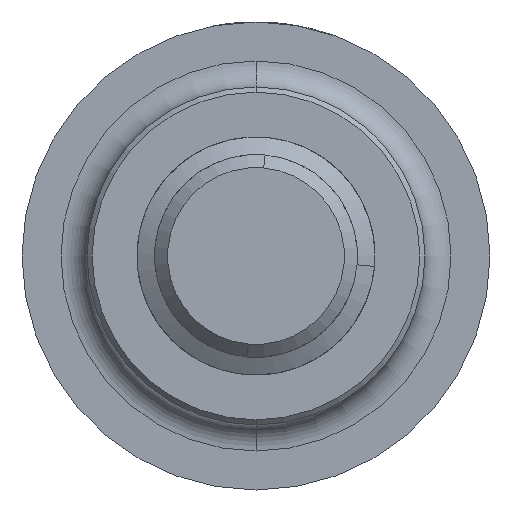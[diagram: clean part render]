
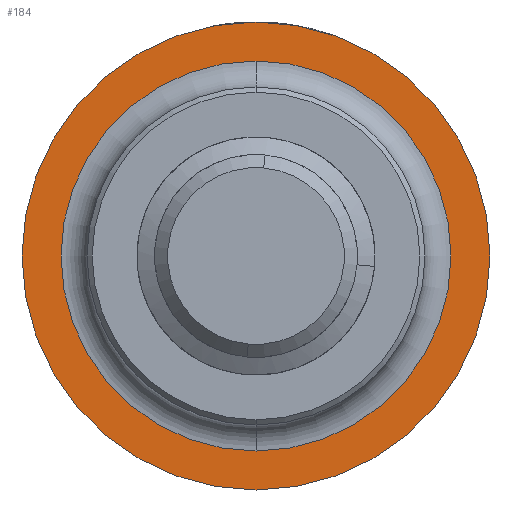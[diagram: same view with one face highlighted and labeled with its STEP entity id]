
A CAD part, front view. The second image highlights one B-rep face of the part: STEP entity #184.
In plain terms, the highlighted planar face has unit normal (0, -1, 0).
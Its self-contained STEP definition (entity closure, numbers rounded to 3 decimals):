
#17 = DIRECTION ( 'NONE',  ( 0., -1., 0. ) ) ;
#64 = ORIENTED_EDGE ( 'NONE', *, *, #6922, .F. ) ;
#83 = ORIENTED_EDGE ( 'NONE', *, *, #4409, .T. ) ;
#184 = ADVANCED_FACE ( 'NONE', ( #328, #2745 ), #3149, .T. ) ;
#295 = AXIS2_PLACEMENT_3D ( 'NONE', #506, #4956, #1697 ) ;
#328 = FACE_OUTER_BOUND ( 'NONE', #3074, .T. ) ;
#362 = CARTESIAN_POINT ( 'NONE',  ( 0., 12.42, 0. ) ) ;
#455 = VERTEX_POINT ( 'NONE', #6181 ) ;
#506 = CARTESIAN_POINT ( 'NONE',  ( 7.5, 12.42, 0. ) ) ;
#529 = CIRCLE ( 'NONE', #5768, 7.5 ) ;
#819 = DIRECTION ( 'NONE',  ( 0., -1., 0. ) ) ;
#1033 = CARTESIAN_POINT ( 'NONE',  ( 0., 12.42, 0. ) ) ;
#1431 = AXIS2_PLACEMENT_3D ( 'NONE', #2136, #5364, #3272 ) ;
#1675 = CARTESIAN_POINT ( 'NONE',  ( 0., 12.42, -7.5 ) ) ;
#1697 = DIRECTION ( 'NONE',  ( 0., 0., -1. ) ) ;
#1965 = CIRCLE ( 'NONE', #2722, 7.5 ) ;
#2136 = CARTESIAN_POINT ( 'NONE',  ( 0., 12.42, 0. ) ) ;
#2390 = VERTEX_POINT ( 'NONE', #4716 ) ;
#2635 = DIRECTION ( 'NONE',  ( 0., -1., 0. ) ) ;
#2722 = AXIS2_PLACEMENT_3D ( 'NONE', #362, #819, #2999 ) ;
#2745 = FACE_BOUND ( 'NONE', #3906, .T. ) ;
#2987 = ORIENTED_EDGE ( 'NONE', *, *, #4636, .F. ) ;
#2999 = DIRECTION ( 'NONE',  ( 0., 0., -1. ) ) ;
#3071 = CARTESIAN_POINT ( 'NONE',  ( 0., 12.42, 9. ) ) ;
#3074 = EDGE_LOOP ( 'NONE', ( #4167, #83 ) ) ;
#3149 = PLANE ( 'NONE',  #295 ) ;
#3240 = CIRCLE ( 'NONE', #1431, 9. ) ;
#3272 = DIRECTION ( 'NONE',  ( 0., 0., -1. ) ) ;
#3398 = VERTEX_POINT ( 'NONE', #3071 ) ;
#3540 = EDGE_CURVE ( 'NONE', #2390, #3398, #4935, .T. ) ;
#3637 = AXIS2_PLACEMENT_3D ( 'NONE', #1033, #2635, #4840 ) ;
#3906 = EDGE_LOOP ( 'NONE', ( #2987, #64 ) ) ;
#4167 = ORIENTED_EDGE ( 'NONE', *, *, #3540, .T. ) ;
#4409 = EDGE_CURVE ( 'NONE', #3398, #2390, #3240, .T. ) ;
#4636 = EDGE_CURVE ( 'NONE', #6193, #455, #1965, .T. ) ;
#4716 = CARTESIAN_POINT ( 'NONE',  ( 0., 12.42, -9. ) ) ;
#4836 = DIRECTION ( 'NONE',  ( 0., 0., -1. ) ) ;
#4840 = DIRECTION ( 'NONE',  ( 0., 0., -1. ) ) ;
#4857 = CARTESIAN_POINT ( 'NONE',  ( 0., 12.42, 0. ) ) ;
#4935 = CIRCLE ( 'NONE', #3637, 9. ) ;
#4956 = DIRECTION ( 'NONE',  ( 0., -1., 0. ) ) ;
#5364 = DIRECTION ( 'NONE',  ( 0., -1., 0. ) ) ;
#5768 = AXIS2_PLACEMENT_3D ( 'NONE', #4857, #17, #4836 ) ;
#6181 = CARTESIAN_POINT ( 'NONE',  ( 0., 12.42, 7.5 ) ) ;
#6193 = VERTEX_POINT ( 'NONE', #1675 ) ;
#6922 = EDGE_CURVE ( 'NONE', #455, #6193, #529, .T. ) ;
